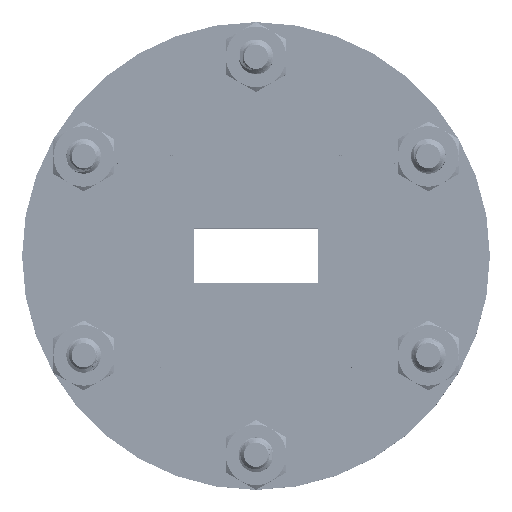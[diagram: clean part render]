
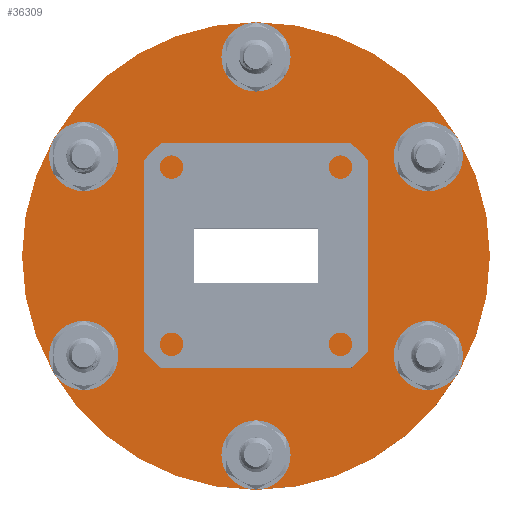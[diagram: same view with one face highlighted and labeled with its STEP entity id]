
A CAD part, top view. The second image highlights one B-rep face of the part: STEP entity #36309.
In plain terms, the highlighted planar face has unit normal (0, 0, 1).
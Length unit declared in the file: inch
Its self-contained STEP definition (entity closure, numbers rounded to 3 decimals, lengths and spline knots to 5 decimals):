
#1005 = VERTEX_POINT ( 'NONE', #15733 ) ;
#1707 = EDGE_CURVE ( 'NONE', #51015, #2818, #10887, .T. ) ;
#2290 = CARTESIAN_POINT ( 'NONE',  ( 0., 0., -1.245 ) ) ;
#2366 = LINE ( 'NONE', #22614, #12349 ) ;
#2436 = ORIENTED_EDGE ( 'NONE', *, *, #65418, .T. ) ;
#2452 = CARTESIAN_POINT ( 'NONE',  ( 0.5, -0.2, -1.245 ) ) ;
#2818 = VERTEX_POINT ( 'NONE', #12845 ) ;
#3706 = DIRECTION ( 'NONE',  ( 0., 0., 1. ) ) ;
#4084 = EDGE_LOOP ( 'NONE', ( #47057 ) ) ;
#4190 = FACE_BOUND ( 'NONE', #4084, .T. ) ;
#5961 = EDGE_CURVE ( 'NONE', #64482, #64482, #14851, .T. ) ;
#6008 = EDGE_CURVE ( 'NONE', #1005, #1005, #8493, .T. ) ;
#7251 = VERTEX_POINT ( 'NONE', #26201 ) ;
#7887 = EDGE_CURVE ( 'NONE', #34507, #34507, #49095, .T. ) ;
#8310 = AXIS2_PLACEMENT_3D ( 'NONE', #47086, #13187, #35200 ) ;
#8493 = CIRCLE ( 'NONE', #60246, 0.128 ) ;
#9050 = DIRECTION ( 'NONE',  ( 0.5, -0.866, 0. ) ) ;
#10046 = VECTOR ( 'NONE', #71395, 39.37008 ) ;
#10143 = CARTESIAN_POINT ( 'NONE',  ( 1.30891, 0.6079, -1.245 ) ) ;
#10601 = FACE_BOUND ( 'NONE', #64327, .T. ) ;
#10887 = LINE ( 'NONE', #38865, #55310 ) ;
#12220 = ORIENTED_EDGE ( 'NONE', *, *, #61498, .F. ) ;
#12349 = VECTOR ( 'NONE', #16094, 39.37008 ) ;
#12656 = CARTESIAN_POINT ( 'NONE',  ( 1.69, 0., -1.245 ) ) ;
#12742 = VERTEX_POINT ( 'NONE', #12656 ) ;
#12845 = CARTESIAN_POINT ( 'NONE',  ( -0.5, -0.25, -1.245 ) ) ;
#13187 = DIRECTION ( 'NONE',  ( 0., 0., 1. ) ) ;
#13912 = DIRECTION ( 'NONE',  ( 0., 0., 1. ) ) ;
#14156 = EDGE_LOOP ( 'NONE', ( #32682 ) ) ;
#14330 = CARTESIAN_POINT ( 'NONE',  ( 0., -1.4375, -1.245 ) ) ;
#14851 = CIRCLE ( 'NONE', #68036, 0.128 ) ;
#15733 = CARTESIAN_POINT ( 'NONE',  ( 1.18091, -0.8296, -1.245 ) ) ;
#15840 = DIRECTION ( 'NONE',  ( -0.5, -0.866, 0. ) ) ;
#16094 = DIRECTION ( 'NONE',  ( 1., 0., 0. ) ) ;
#16901 = FACE_BOUND ( 'NONE', #37828, .T. ) ;
#17725 = EDGE_CURVE ( 'NONE', #26330, #26330, #21999, .T. ) ;
#19569 = DIRECTION ( 'NONE',  ( -1., 0., 0. ) ) ;
#20556 = DIRECTION ( 'NONE',  ( -0.5, 0.866, 0. ) ) ;
#21329 = AXIS2_PLACEMENT_3D ( 'NONE', #39872, #62994, #28261 ) ;
#21845 = EDGE_LOOP ( 'NONE', ( #60092 ) ) ;
#21999 = CIRCLE ( 'NONE', #8310, 0.128 ) ;
#22601 = VECTOR ( 'NONE', #19569, 39.37008 ) ;
#22614 = CARTESIAN_POINT ( 'NONE',  ( -0.35625, -0.25, -1.245 ) ) ;
#23018 = CIRCLE ( 'NONE', #39337, 1.69 ) ;
#23299 = ORIENTED_EDGE ( 'NONE', *, *, #5961, .F. ) ;
#26113 = PLANE ( 'NONE',  #65925 ) ;
#26201 = CARTESIAN_POINT ( 'NONE',  ( 0.5, -0.25, -1.245 ) ) ;
#26203 = DIRECTION ( 'NONE',  ( -1., 0., 0. ) ) ;
#26330 = VERTEX_POINT ( 'NONE', #46309 ) ;
#26643 = CARTESIAN_POINT ( 'NONE',  ( -1.24491, -0.71875, -1.245 ) ) ;
#26766 = CARTESIAN_POINT ( 'NONE',  ( 1.24491, 0.71875, -1.245 ) ) ;
#27002 = CIRCLE ( 'NONE', #21329, 0.128 ) ;
#28261 = DIRECTION ( 'NONE',  ( 1., 0., 0. ) ) ;
#29620 = EDGE_CURVE ( 'NONE', #29918, #29918, #57127, .T. ) ;
#29918 = VERTEX_POINT ( 'NONE', #10143 ) ;
#30437 = CARTESIAN_POINT ( 'NONE',  ( 0.35625, 0.25, -1.245 ) ) ;
#32682 = ORIENTED_EDGE ( 'NONE', *, *, #7887, .F. ) ;
#33535 = DIRECTION ( 'NONE',  ( 0., -1., 0. ) ) ;
#33581 = ORIENTED_EDGE ( 'NONE', *, *, #46534, .F. ) ;
#33650 = ORIENTED_EDGE ( 'NONE', *, *, #17725, .F. ) ;
#34487 = LINE ( 'NONE', #2452, #10046 ) ;
#34507 = VERTEX_POINT ( 'NONE', #44832 ) ;
#35200 = DIRECTION ( 'NONE',  ( 0.5, 0.866, 0. ) ) ;
#35380 = VERTEX_POINT ( 'NONE', #47291 ) ;
#35919 = CARTESIAN_POINT ( 'NONE',  ( -0.5, 0.25, -1.245 ) ) ;
#36309 = ADVANCED_FACE ( 'NONE', ( #4190, #67683, #44082, #61351, #16901, #52188, #37748, #10601 ), #26113, .T. ) ;
#36588 = ORIENTED_EDGE ( 'NONE', *, *, #56553, .F. ) ;
#37748 = FACE_OUTER_BOUND ( 'NONE', #52349, .T. ) ;
#37828 = EDGE_LOOP ( 'NONE', ( #33650 ) ) ;
#38273 = DIRECTION ( 'NONE',  ( 0., 0., 1. ) ) ;
#38865 = CARTESIAN_POINT ( 'NONE',  ( -0.5, 0.2, -1.245 ) ) ;
#39120 = ORIENTED_EDGE ( 'NONE', *, *, #1707, .F. ) ;
#39337 = AXIS2_PLACEMENT_3D ( 'NONE', #60013, #13912, #49072 ) ;
#39872 = CARTESIAN_POINT ( 'NONE',  ( 0., 1.4375, -1.245 ) ) ;
#41093 = EDGE_LOOP ( 'NONE', ( #56115 ) ) ;
#41759 = AXIS2_PLACEMENT_3D ( 'NONE', #26766, #3706, #9050 ) ;
#44082 = FACE_BOUND ( 'NONE', #46832, .T. ) ;
#44434 = DIRECTION ( 'NONE',  ( 0., 0., 1. ) ) ;
#44832 = CARTESIAN_POINT ( 'NONE',  ( -1.30891, -0.6079, -1.245 ) ) ;
#46309 = CARTESIAN_POINT ( 'NONE',  ( -1.18091, 0.8296, -1.245 ) ) ;
#46534 = EDGE_CURVE ( 'NONE', #48730, #51015, #47071, .T. ) ;
#46832 = EDGE_LOOP ( 'NONE', ( #23299 ) ) ;
#47057 = ORIENTED_EDGE ( 'NONE', *, *, #29620, .F. ) ;
#47071 = LINE ( 'NONE', #30437, #22601 ) ;
#47086 = CARTESIAN_POINT ( 'NONE',  ( -1.24491, 0.71875, -1.245 ) ) ;
#47291 = CARTESIAN_POINT ( 'NONE',  ( 0.128, 1.4375, -1.245 ) ) ;
#48377 = DIRECTION ( 'NONE',  ( 0., 0., 1. ) ) ;
#48730 = VERTEX_POINT ( 'NONE', #65033 ) ;
#49072 = DIRECTION ( 'NONE',  ( 1., 0., 0. ) ) ;
#49095 = CIRCLE ( 'NONE', #71434, 0.128 ) ;
#49208 = EDGE_CURVE ( 'NONE', #35380, #35380, #27002, .T. ) ;
#50645 = CARTESIAN_POINT ( 'NONE',  ( -0.128, -1.4375, -1.245 ) ) ;
#51015 = VERTEX_POINT ( 'NONE', #35919 ) ;
#52188 = FACE_BOUND ( 'NONE', #21845, .T. ) ;
#52349 = EDGE_LOOP ( 'NONE', ( #2436 ) ) ;
#55310 = VECTOR ( 'NONE', #33535, 39.37008 ) ;
#56115 = ORIENTED_EDGE ( 'NONE', *, *, #6008, .F. ) ;
#56553 = EDGE_CURVE ( 'NONE', #7251, #48730, #34487, .T. ) ;
#57127 = CIRCLE ( 'NONE', #41759, 0.128 ) ;
#60013 = CARTESIAN_POINT ( 'NONE',  ( 0., 0., -1.245 ) ) ;
#60092 = ORIENTED_EDGE ( 'NONE', *, *, #49208, .F. ) ;
#60246 = AXIS2_PLACEMENT_3D ( 'NONE', #68024, #44434, #15840 ) ;
#60683 = DIRECTION ( 'NONE',  ( 0., 0., 1. ) ) ;
#61351 = FACE_BOUND ( 'NONE', #14156, .T. ) ;
#61498 = EDGE_CURVE ( 'NONE', #2818, #7251, #2366, .T. ) ;
#62994 = DIRECTION ( 'NONE',  ( 0., 0., 1. ) ) ;
#64327 = EDGE_LOOP ( 'NONE', ( #33581, #36588, #12220, #39120 ) ) ;
#64482 = VERTEX_POINT ( 'NONE', #50645 ) ;
#65033 = CARTESIAN_POINT ( 'NONE',  ( 0.5, 0.25, -1.245 ) ) ;
#65418 = EDGE_CURVE ( 'NONE', #12742, #12742, #23018, .T. ) ;
#65925 = AXIS2_PLACEMENT_3D ( 'NONE', #2290, #48377, #66407 ) ;
#66407 = DIRECTION ( 'NONE',  ( 1., 0., 0. ) ) ;
#67683 = FACE_BOUND ( 'NONE', #41093, .T. ) ;
#68024 = CARTESIAN_POINT ( 'NONE',  ( 1.24491, -0.71875, -1.245 ) ) ;
#68036 = AXIS2_PLACEMENT_3D ( 'NONE', #14330, #60683, #26203 ) ;
#71395 = DIRECTION ( 'NONE',  ( 0., 1., 0. ) ) ;
#71434 = AXIS2_PLACEMENT_3D ( 'NONE', #26643, #38273, #20556 ) ;
